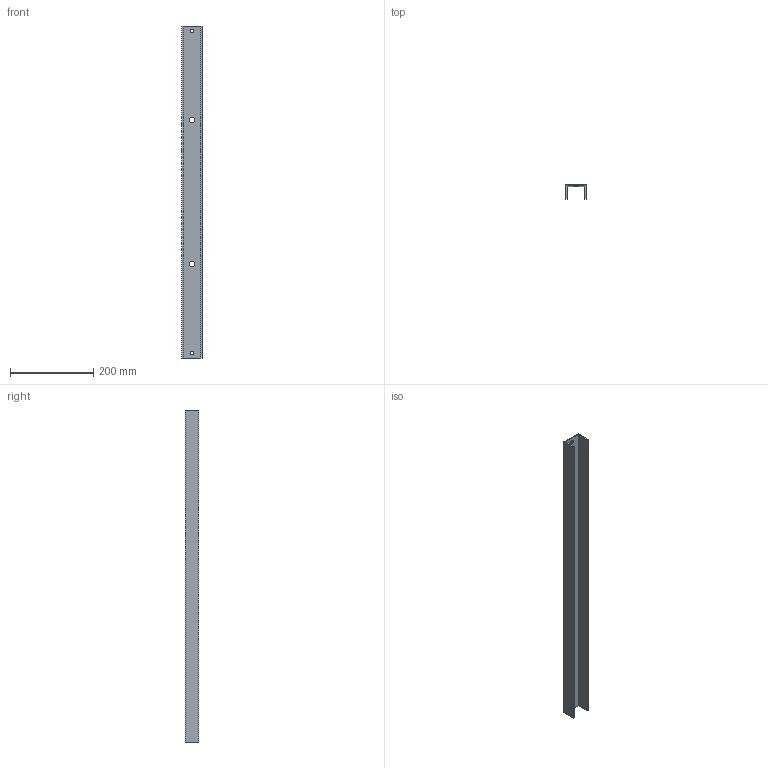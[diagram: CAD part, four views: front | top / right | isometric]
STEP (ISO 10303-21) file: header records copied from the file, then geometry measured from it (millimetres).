
FILE_DESCRIPTION (( 'STEP AP214' ), '1' );
FILE_NAME ('YKM-VA-07 Øâåëëåð ÂÀ07 ÀÃÈÅ 202.000.021 (êîìï. 2 øò.).STEP', '2016-11-17T11:02:06', ( '' ), ( '' ), 'SwSTEP 2.0', 'SolidWorks 2014', '' );
FILE_SCHEMA (( 'AUTOMOTIVE_DESIGN' ));
Length unit declared in the file: millimetre
Products named in the file (1): YKM-VA-07 Øâåëëåð ÂÀ07 ÀÃÈÅ 202.000.021 (êîìï. 2 øò.)
Bounding box: 48 x 33.5 x 796 mm (x, y, z)
Volume: 258986.7 mm3; surface area: 178521.3 mm2
Topology: 1 solids, 1 shells, 18 faces, 48 edges, 32 vertices
Faces by surface type: plane 10, cylinder 8
Entity records: 618 total; most frequent: DIRECTION 102, CARTESIAN_POINT 99, ORIENTED_EDGE 96, EDGE_CURVE 48, AXIS2_PLACEMENT_3D 35, VERTEX_POINT 32, LINE 32, VECTOR 32
